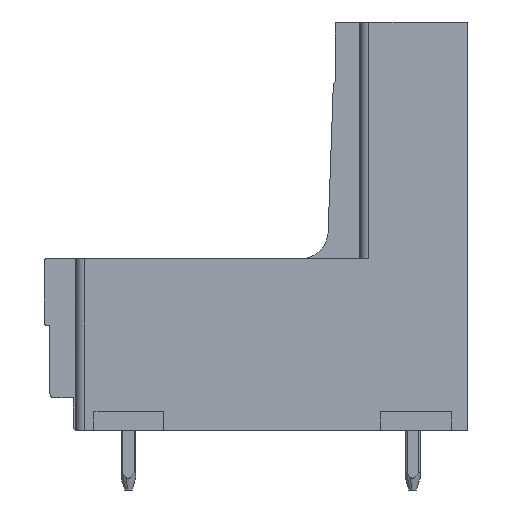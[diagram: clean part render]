
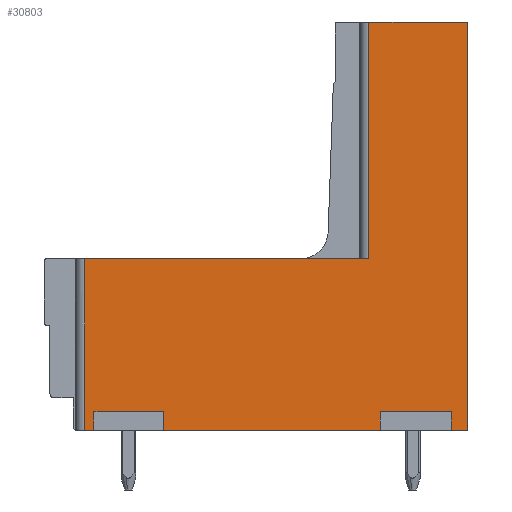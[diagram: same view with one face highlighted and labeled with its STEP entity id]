
A CAD part, left-side view. The second image highlights one B-rep face of the part: STEP entity #30803.
In plain terms, the highlighted planar face has unit normal (-1, 0, 0).
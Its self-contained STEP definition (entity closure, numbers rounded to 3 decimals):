
#30742=AXIS2_PLACEMENT_3D('Plane Axis2P3D',#30739,#30740,#30741) ;
#194=CARTESIAN_POINT('Vertex',(0.,0.,3.2)) ;
#197=CARTESIAN_POINT('Line Origine',(0.,0.435,3.2)) ;
#201=CARTESIAN_POINT('Vertex',(0.,0.87,3.2)) ;
#250=CARTESIAN_POINT('Vertex',(0.,4.69,3.2)) ;
#253=CARTESIAN_POINT('Line Origine',(0.,10.495,3.2)) ;
#257=CARTESIAN_POINT('Vertex',(0.,16.3,3.2)) ;
#278=CARTESIAN_POINT('Vertex',(0.,20.04,3.2)) ;
#281=CARTESIAN_POINT('Line Origine',(0.,20.29,3.2)) ;
#285=CARTESIAN_POINT('Vertex',(0.,20.54,3.2)) ;
#26752=CARTESIAN_POINT('Vertex',(0.,5.3,25.1)) ;
#26755=CARTESIAN_POINT('Line Origine',(0.,2.65,25.1)) ;
#26759=CARTESIAN_POINT('Vertex',(0.,0.,25.1)) ;
#30112=CARTESIAN_POINT('Line Origine',(0.,0.,14.15)) ;
#30659=CARTESIAN_POINT('Line Origine',(0.,20.54,14.15)) ;
#30663=CARTESIAN_POINT('Vertex',(0.,20.54,12.4)) ;
#30724=CARTESIAN_POINT('Vertex',(0.,5.3,12.4)) ;
#30727=CARTESIAN_POINT('Line Origine',(0.,5.3,14.15)) ;
#30739=CARTESIAN_POINT('Axis2P3D Location',(0.,0.,0.)) ;
#30744=CARTESIAN_POINT('Line Origine',(0.,12.92,12.4)) ;
#30749=CARTESIAN_POINT('Line Origine',(0.,20.04,3.7)) ;
#30753=CARTESIAN_POINT('Vertex',(0.,20.04,4.2)) ;
#30756=CARTESIAN_POINT('Line Origine',(0.,18.17,4.2)) ;
#30760=CARTESIAN_POINT('Vertex',(0.,16.3,4.2)) ;
#30763=CARTESIAN_POINT('Line Origine',(0.,16.3,3.7)) ;
#30768=CARTESIAN_POINT('Line Origine',(0.,4.69,3.7)) ;
#30772=CARTESIAN_POINT('Vertex',(0.,4.69,4.2)) ;
#30775=CARTESIAN_POINT('Line Origine',(0.,2.78,4.2)) ;
#30779=CARTESIAN_POINT('Vertex',(0.,0.87,4.2)) ;
#30782=CARTESIAN_POINT('Line Origine',(0.,0.87,3.7)) ;
#198=DIRECTION('Vector Direction',(0.,1.,0.)) ;
#254=DIRECTION('Vector Direction',(0.,1.,0.)) ;
#282=DIRECTION('Vector Direction',(0.,1.,0.)) ;
#26756=DIRECTION('Vector Direction',(0.,-1.,0.)) ;
#30113=DIRECTION('Vector Direction',(0.,0.,-1.)) ;
#30660=DIRECTION('Vector Direction',(0.,0.,1.)) ;
#30728=DIRECTION('Vector Direction',(0.,0.,1.)) ;
#30740=DIRECTION('Axis2P3D Direction',(-1.,0.,0.)) ;
#30741=DIRECTION('Axis2P3D XDirection',(0.,0.,1.)) ;
#30745=DIRECTION('Vector Direction',(0.,-1.,0.)) ;
#30750=DIRECTION('Vector Direction',(0.,0.,-1.)) ;
#30757=DIRECTION('Vector Direction',(0.,-1.,0.)) ;
#30764=DIRECTION('Vector Direction',(0.,0.,1.)) ;
#30769=DIRECTION('Vector Direction',(0.,0.,-1.)) ;
#30776=DIRECTION('Vector Direction',(0.,-1.,0.)) ;
#30783=DIRECTION('Vector Direction',(0.,0.,1.)) ;
#199=VECTOR('Line Direction',#198,1.) ;
#255=VECTOR('Line Direction',#254,1.) ;
#283=VECTOR('Line Direction',#282,1.) ;
#26757=VECTOR('Line Direction',#26756,1.) ;
#30114=VECTOR('Line Direction',#30113,1.) ;
#30661=VECTOR('Line Direction',#30660,1.) ;
#30729=VECTOR('Line Direction',#30728,1.) ;
#30746=VECTOR('Line Direction',#30745,1.) ;
#30751=VECTOR('Line Direction',#30750,1.) ;
#30758=VECTOR('Line Direction',#30757,1.) ;
#30765=VECTOR('Line Direction',#30764,1.) ;
#30770=VECTOR('Line Direction',#30769,1.) ;
#30777=VECTOR('Line Direction',#30776,1.) ;
#30784=VECTOR('Line Direction',#30783,1.) ;
#30788=ORIENTED_EDGE('',*,*,#30748,.F.) ;
#30789=ORIENTED_EDGE('',*,*,#30665,.T.) ;
#30790=ORIENTED_EDGE('',*,*,#287,.T.) ;
#30791=ORIENTED_EDGE('',*,*,#30755,.T.) ;
#30792=ORIENTED_EDGE('',*,*,#30762,.T.) ;
#30793=ORIENTED_EDGE('',*,*,#30767,.T.) ;
#30794=ORIENTED_EDGE('',*,*,#259,.T.) ;
#30795=ORIENTED_EDGE('',*,*,#30774,.T.) ;
#30796=ORIENTED_EDGE('',*,*,#30781,.T.) ;
#30797=ORIENTED_EDGE('',*,*,#30786,.T.) ;
#30798=ORIENTED_EDGE('',*,*,#203,.T.) ;
#30799=ORIENTED_EDGE('',*,*,#30116,.T.) ;
#30800=ORIENTED_EDGE('',*,*,#26761,.T.) ;
#30801=ORIENTED_EDGE('',*,*,#30731,.T.) ;
#30803=ADVANCED_FACE('HOUSING',(#30802),#30743,.T.) ;
#203=EDGE_CURVE('',#202,#195,#200,.F.) ;
#259=EDGE_CURVE('',#258,#251,#256,.F.) ;
#287=EDGE_CURVE('',#286,#279,#284,.F.) ;
#26761=EDGE_CURVE('',#26760,#26753,#26758,.F.) ;
#30116=EDGE_CURVE('',#195,#26760,#30115,.F.) ;
#30665=EDGE_CURVE('',#30664,#286,#30662,.F.) ;
#30731=EDGE_CURVE('',#26753,#30725,#30730,.F.) ;
#30748=EDGE_CURVE('',#30664,#30725,#30747,.T.) ;
#30755=EDGE_CURVE('',#279,#30754,#30752,.F.) ;
#30762=EDGE_CURVE('',#30754,#30761,#30759,.T.) ;
#30767=EDGE_CURVE('',#30761,#258,#30766,.F.) ;
#30774=EDGE_CURVE('',#251,#30773,#30771,.F.) ;
#30781=EDGE_CURVE('',#30773,#30780,#30778,.T.) ;
#30786=EDGE_CURVE('',#30780,#202,#30785,.F.) ;
#30787=EDGE_LOOP('',(#30788,#30789,#30790,#30791,#30792,#30793,#30794,#30795,#30796,#30797,#30798,#30799,#30800,#30801)) ;
#30802=FACE_OUTER_BOUND('',#30787,.T.) ;
#200=LINE('Line',#197,#199) ;
#256=LINE('Line',#253,#255) ;
#284=LINE('Line',#281,#283) ;
#26758=LINE('Line',#26755,#26757) ;
#30115=LINE('Line',#30112,#30114) ;
#30662=LINE('Line',#30659,#30661) ;
#30730=LINE('Line',#30727,#30729) ;
#30747=LINE('Line',#30744,#30746) ;
#30752=LINE('Line',#30749,#30751) ;
#30759=LINE('Line',#30756,#30758) ;
#30766=LINE('Line',#30763,#30765) ;
#30771=LINE('Line',#30768,#30770) ;
#30778=LINE('Line',#30775,#30777) ;
#30785=LINE('Line',#30782,#30784) ;
#30743=PLANE('',#30742) ;
#195=VERTEX_POINT('',#194) ;
#202=VERTEX_POINT('',#201) ;
#251=VERTEX_POINT('',#250) ;
#258=VERTEX_POINT('',#257) ;
#279=VERTEX_POINT('',#278) ;
#286=VERTEX_POINT('',#285) ;
#26753=VERTEX_POINT('',#26752) ;
#26760=VERTEX_POINT('',#26759) ;
#30664=VERTEX_POINT('',#30663) ;
#30725=VERTEX_POINT('',#30724) ;
#30754=VERTEX_POINT('',#30753) ;
#30761=VERTEX_POINT('',#30760) ;
#30773=VERTEX_POINT('',#30772) ;
#30780=VERTEX_POINT('',#30779) ;
